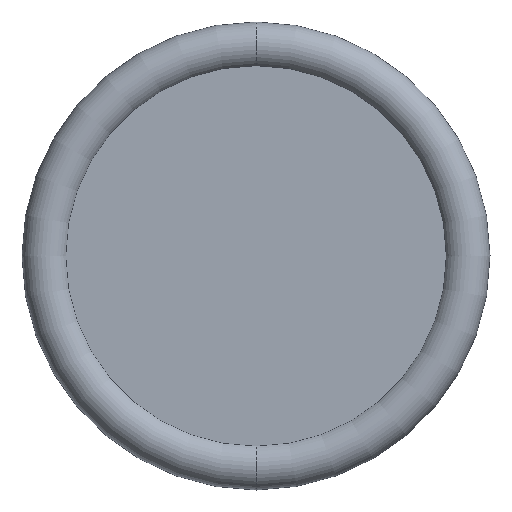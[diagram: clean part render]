
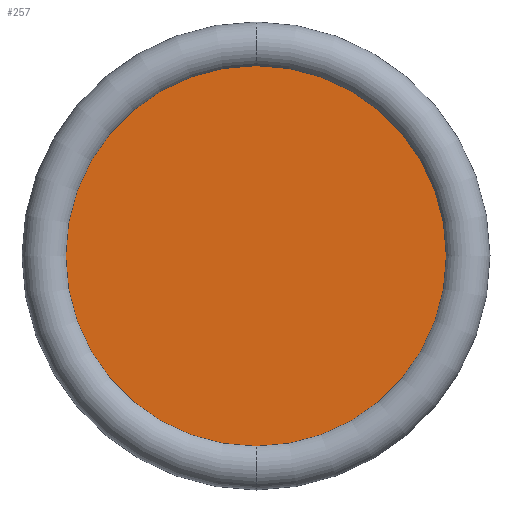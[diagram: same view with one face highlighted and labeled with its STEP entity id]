
A CAD part, front view. The second image highlights one B-rep face of the part: STEP entity #257.
In plain terms, the highlighted planar face has unit normal (0, -1, 0).
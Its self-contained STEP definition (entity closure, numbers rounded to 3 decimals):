
#152=CARTESIAN_POINT('',(0.,-0.5,-8.134));
#153=VERTEX_POINT('',#152);
#161=CARTESIAN_POINT('',(-8.134,-0.5,0.0));
#162=VERTEX_POINT('',#161);
#163=CARTESIAN_POINT('',(0.0,-0.5,0.0));
#164=DIRECTION('',(0.0,1.0,0.0));
#165=DIRECTION('',(-1.0,0.0,0.0));
#166=AXIS2_PLACEMENT_3D('',#163,#164,#165);
#167=CIRCLE('',#166,8.134);
#168=EDGE_CURVE('',#153,#162,#167,.T.);
#170=CARTESIAN_POINT('',(0.,-0.5,8.134));
#171=VERTEX_POINT('',#170);
#172=CARTESIAN_POINT('',(0.0,-0.5,0.0));
#173=DIRECTION('',(0.0,1.0,0.0));
#174=DIRECTION('',(-1.0,0.0,0.0));
#175=AXIS2_PLACEMENT_3D('',#172,#173,#174);
#176=CIRCLE('',#175,8.134);
#177=EDGE_CURVE('',#162,#171,#176,.T.);
#202=CARTESIAN_POINT('',(0.0,-0.5,0.0));
#203=DIRECTION('',(0.0,1.0,0.0));
#204=DIRECTION('',(-1.0,0.0,0.0));
#205=AXIS2_PLACEMENT_3D('',#202,#203,#204);
#206=CIRCLE('',#205,8.134);
#207=EDGE_CURVE('',#171,#153,#206,.T.);
#247=CARTESIAN_POINT('',(-4.067,-0.5,0.0));
#248=DIRECTION('',(0.0,-1.0,0.0));
#249=DIRECTION('',(0.0,0.0,-1.0));
#250=AXIS2_PLACEMENT_3D('',#247,#248,#249);
#251=PLANE('',#250);
#252=ORIENTED_EDGE('',*,*,#177,.F.);
#253=ORIENTED_EDGE('',*,*,#168,.F.);
#254=ORIENTED_EDGE('',*,*,#207,.F.);
#255=EDGE_LOOP('',(#252,#253,#254));
#256=FACE_OUTER_BOUND('',#255,.T.);
#257=ADVANCED_FACE('',(#256),#251,.T.);
